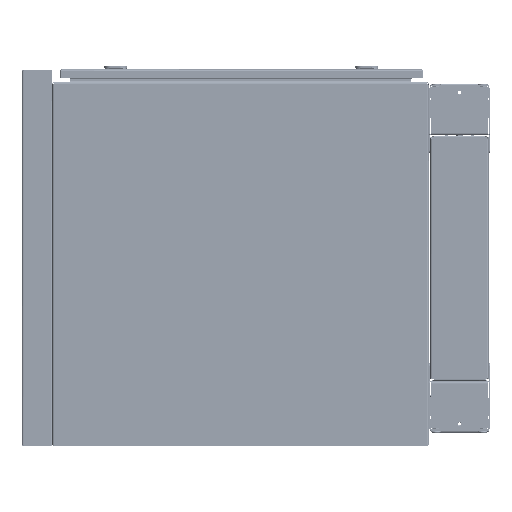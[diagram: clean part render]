
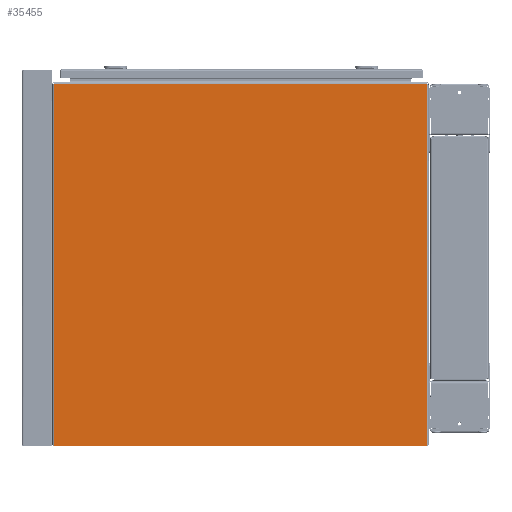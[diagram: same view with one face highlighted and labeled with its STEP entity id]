
A CAD part, left-side view. The second image highlights one B-rep face of the part: STEP entity #35455.
In plain terms, the highlighted planar face has unit normal (-1, 0, 0).
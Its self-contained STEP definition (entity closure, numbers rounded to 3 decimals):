
#1848 = CARTESIAN_POINT ( 'NONE',  ( -1.5, 333.338, 0. ) ) ;
#5438 = VECTOR ( 'NONE', #114445, 1000. ) ;
#6731 = ORIENTED_EDGE ( 'NONE', *, *, #24431, .F. ) ;
#7121 = CARTESIAN_POINT ( 'NONE',  ( -1.5, -280.641, 0. ) ) ;
#12034 = VECTOR ( 'NONE', #105538, 1000. ) ;
#12188 = CARTESIAN_POINT ( 'NONE',  ( -1.5, -280.654, 0. ) ) ;
#13050 = CARTESIAN_POINT ( 'NONE',  ( -1.5, 0., 280.277 ) ) ;
#16018 = CARTESIAN_POINT ( 'NONE',  ( -1.5, 333.344, 0. ) ) ;
#18356 = EDGE_CURVE ( 'NONE', #41723, #139787, #61992, .T. ) ;
#19637 = ORIENTED_EDGE ( 'NONE', *, *, #95386, .F. ) ;
#20071 = EDGE_CURVE ( 'NONE', #105109, #69182, #55425, .T. ) ;
#24431 = EDGE_CURVE ( 'NONE', #56813, #130496, #28555, .T. ) ;
#28555 = LINE ( 'NONE', #16018, #130924 ) ;
#29838 = LINE ( 'NONE', #121062, #124867 ) ;
#30413 = ORIENTED_EDGE ( 'NONE', *, *, #18356, .F. ) ;
#35073 = LINE ( 'NONE', #92187, #41872 ) ;
#35455 = ADVANCED_FACE ( 'NONE', ( #56900 ), #102123, .T. ) ;
#41723 = VERTEX_POINT ( 'NONE', #90473 ) ;
#41872 = VECTOR ( 'NONE', #137406, 1000. ) ;
#45729 = DIRECTION ( 'NONE',  ( 0., 0., 1. ) ) ;
#46370 = DIRECTION ( 'NONE',  ( 0., -1., 0. ) ) ;
#47373 = VERTEX_POINT ( 'NONE', #133462 ) ;
#52180 = EDGE_CURVE ( 'NONE', #139787, #47373, #58162, .T. ) ;
#53614 = CARTESIAN_POINT ( 'NONE',  ( -1.5, -280.641, 279.267 ) ) ;
#54739 = ORIENTED_EDGE ( 'NONE', *, *, #115900, .F. ) ;
#55425 = LINE ( 'NONE', #1848, #69673 ) ;
#56813 = VERTEX_POINT ( 'NONE', #61933 ) ;
#56900 = FACE_OUTER_BOUND ( 'NONE', #77535, .T. ) ;
#57659 = ORIENTED_EDGE ( 'NONE', *, *, #20071, .F. ) ;
#58162 = LINE ( 'NONE', #93714, #12034 ) ;
#61933 = CARTESIAN_POINT ( 'NONE',  ( -1.5, 333.344, -315.625 ) ) ;
#61992 = LINE ( 'NONE', #7121, #108315 ) ;
#63465 = DIRECTION ( 'NONE',  ( 0., 0., -1. ) ) ;
#68774 = DIRECTION ( 'NONE',  ( -1., 0., 0. ) ) ;
#69182 = VERTEX_POINT ( 'NONE', #138279 ) ;
#69673 = VECTOR ( 'NONE', #130034, 1000. ) ;
#70734 = LINE ( 'NONE', #12188, #5438 ) ;
#77535 = EDGE_LOOP ( 'NONE', ( #54739, #57659, #19637, #6731, #100423, #95979, #101304, #30413 ) ) ;
#84031 = AXIS2_PLACEMENT_3D ( 'NONE', #105021, #68774, #45729 ) ;
#85129 = EDGE_CURVE ( 'NONE', #146217, #56813, #29838, .T. ) ;
#85460 = DIRECTION ( 'NONE',  ( 0., 1., 0. ) ) ;
#88952 = VECTOR ( 'NONE', #46370, 1000. ) ;
#90473 = CARTESIAN_POINT ( 'NONE',  ( -1.5, -280.641, 280.279 ) ) ;
#90894 = LINE ( 'NONE', #13050, #88952 ) ;
#91845 = EDGE_CURVE ( 'NONE', #146217, #47373, #70734, .T. ) ;
#92068 = CARTESIAN_POINT ( 'NONE',  ( -1.5, -280.654, -315.625 ) ) ;
#92187 = CARTESIAN_POINT ( 'NONE',  ( -1.5, 0., 280.279 ) ) ;
#93714 = CARTESIAN_POINT ( 'NONE',  ( -1.5, 0., 279.267 ) ) ;
#95386 = EDGE_CURVE ( 'NONE', #130496, #105109, #90894, .T. ) ;
#95979 = ORIENTED_EDGE ( 'NONE', *, *, #91845, .T. ) ;
#100423 = ORIENTED_EDGE ( 'NONE', *, *, #85129, .F. ) ;
#101304 = ORIENTED_EDGE ( 'NONE', *, *, #52180, .F. ) ;
#102123 = PLANE ( 'NONE',  #84031 ) ;
#105021 = CARTESIAN_POINT ( 'NONE',  ( -1.5, 0., 0. ) ) ;
#105109 = VERTEX_POINT ( 'NONE', #107035 ) ;
#105538 = DIRECTION ( 'NONE',  ( 0., -1., 0. ) ) ;
#107035 = CARTESIAN_POINT ( 'NONE',  ( -1.5, 333.338, 280.277 ) ) ;
#107685 = CARTESIAN_POINT ( 'NONE',  ( -1.5, 333.344, 280.277 ) ) ;
#108315 = VECTOR ( 'NONE', #63465, 1000. ) ;
#114445 = DIRECTION ( 'NONE',  ( 0., 0., 1. ) ) ;
#115900 = EDGE_CURVE ( 'NONE', #69182, #41723, #35073, .T. ) ;
#121062 = CARTESIAN_POINT ( 'NONE',  ( -1.5, -370.74, -315.625 ) ) ;
#124867 = VECTOR ( 'NONE', #85460, 1000. ) ;
#130034 = DIRECTION ( 'NONE',  ( 0., 0., 1. ) ) ;
#130496 = VERTEX_POINT ( 'NONE', #107685 ) ;
#130924 = VECTOR ( 'NONE', #141299, 1000. ) ;
#133462 = CARTESIAN_POINT ( 'NONE',  ( -1.5, -280.654, 279.267 ) ) ;
#137406 = DIRECTION ( 'NONE',  ( 0., -1., 0. ) ) ;
#138279 = CARTESIAN_POINT ( 'NONE',  ( -1.5, 333.338, 280.279 ) ) ;
#139787 = VERTEX_POINT ( 'NONE', #53614 ) ;
#141299 = DIRECTION ( 'NONE',  ( 0., 0., 1. ) ) ;
#146217 = VERTEX_POINT ( 'NONE', #92068 ) ;
